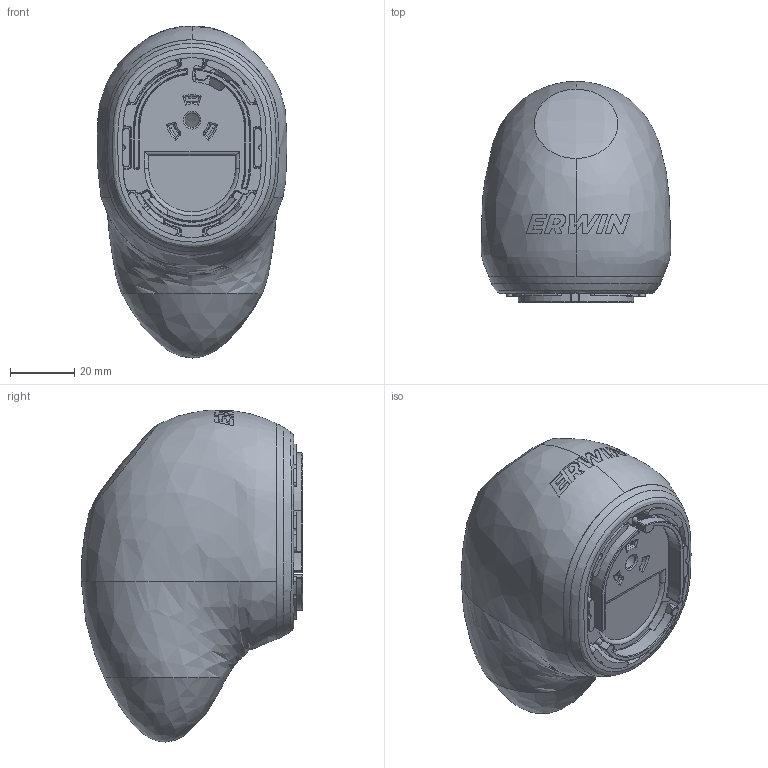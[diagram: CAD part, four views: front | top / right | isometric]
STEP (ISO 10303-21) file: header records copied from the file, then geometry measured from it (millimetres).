
FILE_DESCRIPTION(/* description */ ('STEP AP203'),/* implementation_level */ '2;1');
FILE_NAME(/* name */ 'Сборка сертер.stp',/* time_stamp */ '2022-11-24T18:35:16+03:00',/* author */ ('Dima Woronin'),/* organization */ (''),/* preprocessor_version */ 'ST-DEVELOPER v18.1',/* originating_system */ 'Autodesk Inventor 2022',/* authorisation */ '');
FILE_SCHEMA (('CONFIG_CONTROL_DESIGN'));
Length unit declared in the file: millimetre
Products named in the file (5): Serter_2; Serter_2.STEP; SertCaseLeg_v04.step.STEP; SerCaseHol_v04.step.STEP; Case(упрощенный)
Assembly tree (4 placements, depth 3):
  Serter_2
    Serter_2.STEP
      SertCaseLeg_v04.step.STEP
      SerCaseHol_v04.step.STEP
    Case(упрощенный)
Bounding box: 59.04 x 68.85 x 103.35 mm (x, y, z)
Volume: 67260.3 mm3; surface area: 62179.4 mm2
Topology: 5 solids, 5 shells, 849 faces, 2302 edges, 1470 vertices
Faces by surface type: cylinder 385, plane 280, torus 121, bspline 36, sphere 21, cone 6
Full cylindrical faces by diameter (mm): 2 x7, 3 x5, 4.5 x1, 8 x1, 9.2 x1, 12 x1, 18.5 x1, 22.5 x1
Entity records: 36843 total; most frequent: CARTESIAN_POINT 15111, DIRECTION 4628, ORIENTED_EDGE 4588, EDGE_CURVE 2294, AXIS2_PLACEMENT_3D 1822, VERTEX_POINT 1470, LINE 984, VECTOR 984
